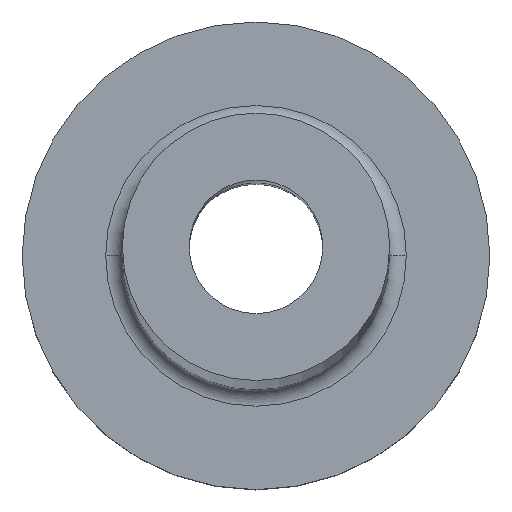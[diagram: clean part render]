
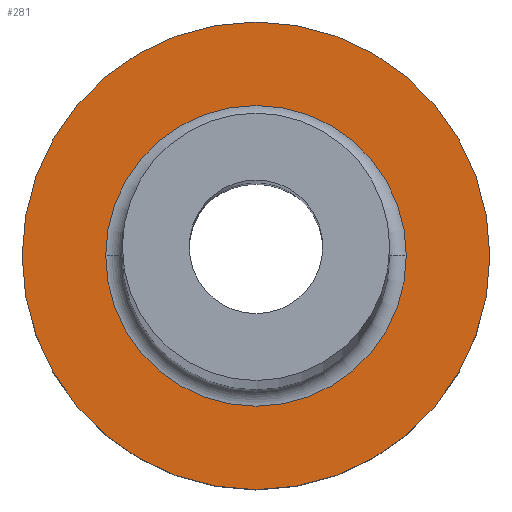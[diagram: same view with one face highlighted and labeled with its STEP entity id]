
A CAD part, top view. The second image highlights one B-rep face of the part: STEP entity #281.
In plain terms, the highlighted planar face has unit normal (0, 0, 1).
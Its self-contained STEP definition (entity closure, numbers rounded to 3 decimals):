
#14 = CARTESIAN_POINT ( 'NONE',  ( 0., 0., 5. ) ) ;
#18 = AXIS2_PLACEMENT_3D ( 'NONE', #251, #83, #75 ) ;
#21 = EDGE_CURVE ( 'NONE', #50, #185, #229, .T. ) ;
#22 = ORIENTED_EDGE ( 'NONE', *, *, #21, .T. ) ;
#29 = EDGE_CURVE ( 'NONE', #328, #113, #416, .T. ) ;
#31 = CIRCLE ( 'NONE', #291, 7. ) ;
#42 = ORIENTED_EDGE ( 'NONE', *, *, #69, .T. ) ;
#50 = VERTEX_POINT ( 'NONE', #168 ) ;
#69 = EDGE_CURVE ( 'NONE', #113, #328, #31, .T. ) ;
#72 = CARTESIAN_POINT ( 'NONE',  ( 0., 0., 5. ) ) ;
#75 = DIRECTION ( 'NONE',  ( 1., 0., 0. ) ) ;
#83 = DIRECTION ( 'NONE',  ( 0., 0., -1. ) ) ;
#101 = CARTESIAN_POINT ( 'NONE',  ( 4.5, 0., 5. ) ) ;
#113 = VERTEX_POINT ( 'NONE', #420 ) ;
#124 = ORIENTED_EDGE ( 'NONE', *, *, #233, .T. ) ;
#126 = AXIS2_PLACEMENT_3D ( 'NONE', #239, #373, #378 ) ;
#156 = PLANE ( 'NONE',  #442 ) ;
#166 = DIRECTION ( 'NONE',  ( 0., 0., -1. ) ) ;
#168 = CARTESIAN_POINT ( 'NONE',  ( -4.5, 0., 5. ) ) ;
#185 = VERTEX_POINT ( 'NONE', #101 ) ;
#186 = FACE_BOUND ( 'NONE', #199, .T. ) ;
#199 = EDGE_LOOP ( 'NONE', ( #124, #22 ) ) ;
#201 = CIRCLE ( 'NONE', #18, 4.5 ) ;
#217 = EDGE_LOOP ( 'NONE', ( #266, #42 ) ) ;
#229 = CIRCLE ( 'NONE', #349, 4.5 ) ;
#233 = EDGE_CURVE ( 'NONE', #185, #50, #201, .T. ) ;
#234 = FACE_OUTER_BOUND ( 'NONE', #217, .T. ) ;
#239 = CARTESIAN_POINT ( 'NONE',  ( 0., 0., 5. ) ) ;
#251 = CARTESIAN_POINT ( 'NONE',  ( 0., 0., 5. ) ) ;
#265 = DIRECTION ( 'NONE',  ( 0., 0., 1. ) ) ;
#266 = ORIENTED_EDGE ( 'NONE', *, *, #29, .T. ) ;
#281 = ADVANCED_FACE ( 'NONE', ( #186, #234 ), #156, .T. ) ;
#291 = AXIS2_PLACEMENT_3D ( 'NONE', #72, #460, #348 ) ;
#305 = CARTESIAN_POINT ( 'NONE',  ( 0., 0., 5. ) ) ;
#328 = VERTEX_POINT ( 'NONE', #374 ) ;
#348 = DIRECTION ( 'NONE',  ( 1., 0., 0. ) ) ;
#349 = AXIS2_PLACEMENT_3D ( 'NONE', #305, #166, #446 ) ;
#367 = DIRECTION ( 'NONE',  ( 1., 0., 0. ) ) ;
#373 = DIRECTION ( 'NONE',  ( 0., 0., 1. ) ) ;
#374 = CARTESIAN_POINT ( 'NONE',  ( -7., 0., 5. ) ) ;
#378 = DIRECTION ( 'NONE',  ( 1., 0., 0. ) ) ;
#416 = CIRCLE ( 'NONE', #126, 7. ) ;
#420 = CARTESIAN_POINT ( 'NONE',  ( 7., 0., 5. ) ) ;
#442 = AXIS2_PLACEMENT_3D ( 'NONE', #14, #265, #367 ) ;
#446 = DIRECTION ( 'NONE',  ( 1., 0., 0. ) ) ;
#460 = DIRECTION ( 'NONE',  ( 0., 0., 1. ) ) ;
